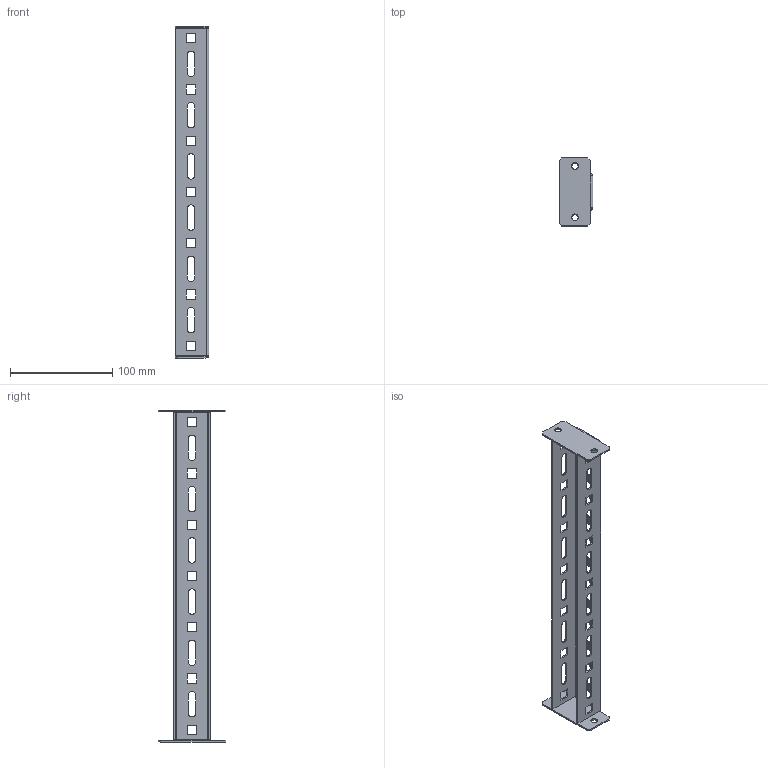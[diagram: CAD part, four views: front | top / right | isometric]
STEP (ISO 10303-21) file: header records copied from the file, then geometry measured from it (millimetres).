
FILE_DESCRIPTION (( 'STEP AP214' ), '1' );
FILE_NAME ('Ðåéêà áîêîâàÿ 400.STEP', '2018-01-14T10:44:01', ( 'Îëåã' ), ( '' ), 'SwSTEP 2.0', 'SolidWorks 2017', '' );
FILE_SCHEMA (( 'AUTOMOTIVE_DESIGN' ));
Length unit declared in the file: millimetre
Products named in the file (1): Ðåéêà áîêîâàÿ 400
Bounding box: 33 x 66 x 324 mm (x, y, z)
Volume: 45718.2 mm3; surface area: 65421.2 mm2
Topology: 1 solids, 1 shells, 210 faces, 594 edges, 386 vertices
Faces by surface type: plane 162, cylinder 48
Full cylindrical faces by diameter (mm): 6.5 x4
Entity records: 6882 total; most frequent: CARTESIAN_POINT 1183, ORIENTED_EDGE 1176, DIRECTION 1106, EDGE_CURVE 588, LINE 492, VECTOR 492, VERTEX_POINT 384, AXIS2_PLACEMENT_3D 307
